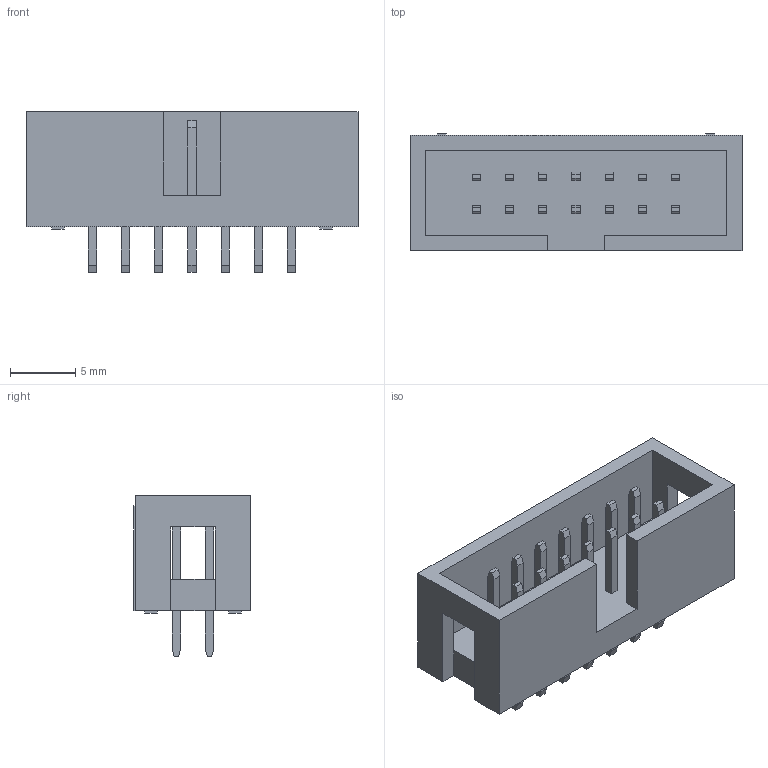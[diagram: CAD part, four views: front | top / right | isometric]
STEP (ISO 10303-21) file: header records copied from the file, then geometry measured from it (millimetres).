
FILE_DESCRIPTION(('STEP AP242'),'1');
FILE_NAME('header_awhw14g-0202-t.stp','2020-03-25T07:00:35',('TraceParts'),('TraceParts S.A.'),'Spatial InterOp 3D',' ',' ');
FILE_SCHEMA(('AP242_MANAGED_MODEL_BASED_3D_ENGINEERING_MIM_LF {1 0 10303 442 1 1 4}'));
Length unit declared in the file: millimetre
Products named in the file (1): header_awhw14g-0202-t
Bounding box: 25.4 x 8.95 x 12.3 mm (x, y, z)
Volume: 977.2 mm3; surface area: 1689.5 mm2
Topology: 1 solids, 1 shells, 246 faces, 644 edges, 428 vertices
Faces by surface type: plane 246
Entity records: 9388 total; most frequent: CARTESIAN_POINT 1319, ORIENTED_EDGE 1288, DIRECTION 1138, EDGE_CURVE 644, LINE 644, VECTOR 644, VERTEX_POINT 428, EDGE_LOOP 278
